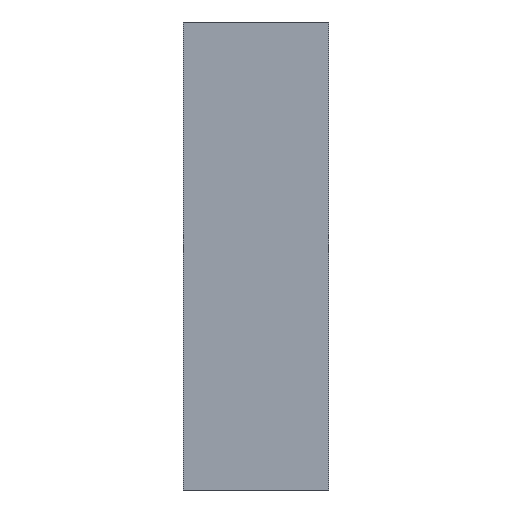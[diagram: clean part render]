
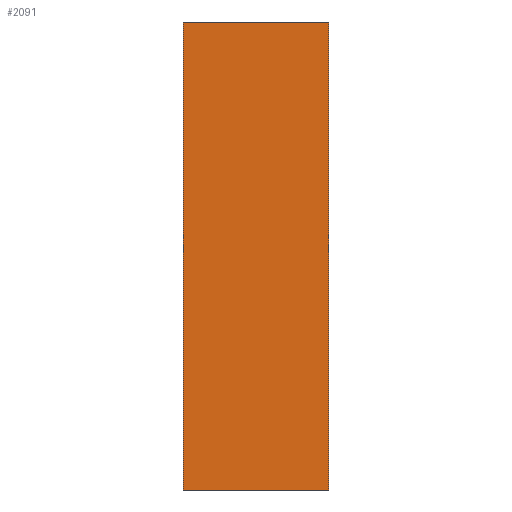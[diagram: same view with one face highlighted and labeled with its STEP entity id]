
A CAD part, front view. The second image highlights one B-rep face of the part: STEP entity #2091.
In plain terms, the highlighted planar face has unit normal (0, -1, 0).
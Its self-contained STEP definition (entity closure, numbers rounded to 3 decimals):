
#5=DIRECTION('',(1.,0.,0.));
#6=VECTOR('',#5,34.);
#7=CARTESIAN_POINT('',(-17.,-17.,-54.5));
#8=LINE('',#7,#6);
#125=DIRECTION('',(0.,0.,1.));
#126=VECTOR('',#125,109.);
#127=CARTESIAN_POINT('',(17.,-17.,-54.5));
#128=LINE('',#127,#126);
#133=DIRECTION('',(0.,0.,1.));
#134=VECTOR('',#133,109.);
#135=CARTESIAN_POINT('',(-17.,-17.,-54.5));
#136=LINE('',#135,#134);
#149=DIRECTION('',(1.,0.,0.));
#150=VECTOR('',#149,34.);
#151=CARTESIAN_POINT('',(-17.,-17.,54.5));
#152=LINE('',#151,#150);
#1736=CARTESIAN_POINT('',(-17.,-17.,-54.5));
#1738=VERTEX_POINT('',#1736);
#1739=CARTESIAN_POINT('',(17.,-17.,-54.5));
#1740=VERTEX_POINT('',#1739);
#1744=CARTESIAN_POINT('',(-17.,-17.,54.5));
#1746=VERTEX_POINT('',#1744);
#1747=CARTESIAN_POINT('',(17.,-17.,54.5));
#1748=VERTEX_POINT('',#1747);
#2079=CARTESIAN_POINT('',(-17.,-17.,-54.5));
#2080=DIRECTION('',(0.,-1.,0.));
#2081=DIRECTION('',(1.,0.,0.));
#2082=AXIS2_PLACEMENT_3D('',#2079,#2080,#2081);
#2083=PLANE('',#2082);
#2084=ORIENTED_EDGE('',*,*,#1927,.F.);
#2085=ORIENTED_EDGE('',*,*,#1955,.T.);
#2087=ORIENTED_EDGE('',*,*,#2086,.T.);
#2088=ORIENTED_EDGE('',*,*,#2070,.F.);
#2089=EDGE_LOOP('',(#2084,#2085,#2087,#2088));
#2090=FACE_OUTER_BOUND('',#2089,.F.);
#2091=ADVANCED_FACE('',(#2090),#2083,.T.);
#1927=EDGE_CURVE('',#1738,#1740,#8,.T.);
#1955=EDGE_CURVE('',#1738,#1746,#136,.T.);
#2070=EDGE_CURVE('',#1740,#1748,#128,.T.);
#2086=EDGE_CURVE('',#1746,#1748,#152,.T.);
